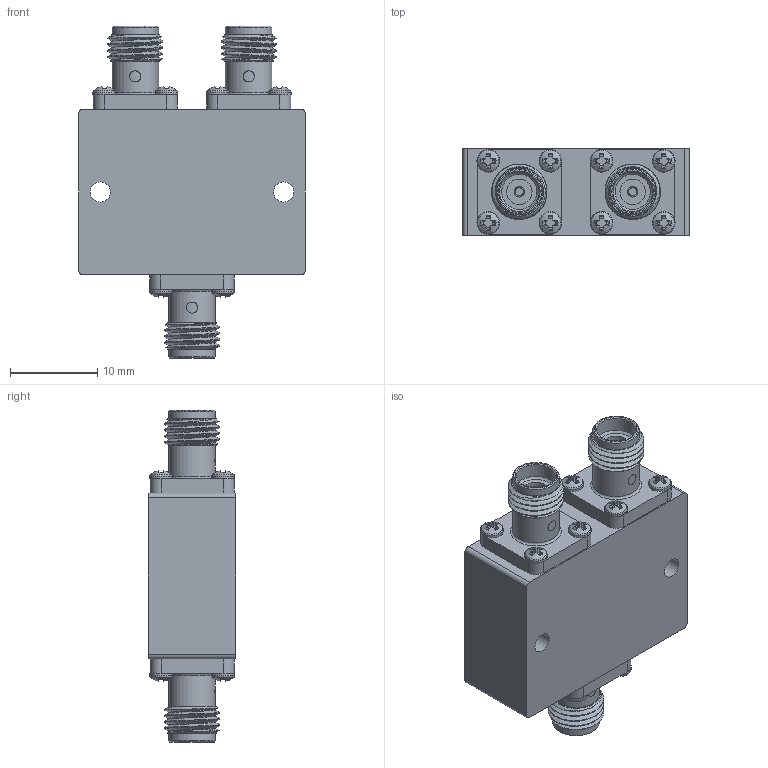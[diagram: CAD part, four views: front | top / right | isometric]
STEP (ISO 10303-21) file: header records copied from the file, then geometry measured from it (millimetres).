
FILE_DESCRIPTION (( 'STEP AP203' ), '1' );
FILE_NAME ('FMDV1064_3D.step', '2022-03-30T21:02:59', ( '' ), ( '' ), 'SwSTEP 2.0', 'SolidWorks 2021', '' );
FILE_SCHEMA (( 'CONFIG_CONTROL_DESIGN' ));
Length unit declared in the file: inch
Products named in the file (1): FMDV1064_3D
Bounding box: 26 x 10.03 x 38.05 mm (x, y, z)
Volume: 5722.9 mm3; surface area: 3267.3 mm2
Topology: 1 solids, 16 shells, 730 faces, 1884 edges, 1250 vertices
Faces by surface type: plane 453, bspline 139, cylinder 72, cone 63, torus 3
Full cylindrical faces by diameter (mm): 0.94 x3, 1.092 x12, 1.194 x3, 1.27 x3, 2.3 x2, 2.591 x12, 2.92 x3, 4.521 x3, 5.08 x3, 5.334 x6
Entity records: 32140 total; most frequent: CARTESIAN_POINT 16225, ORIENTED_EDGE 3542, DIRECTION 2578, EDGE_CURVE 1771, VERTEX_POINT 1211, VECTOR 938, LINE 938, EDGE_LOOP 878
